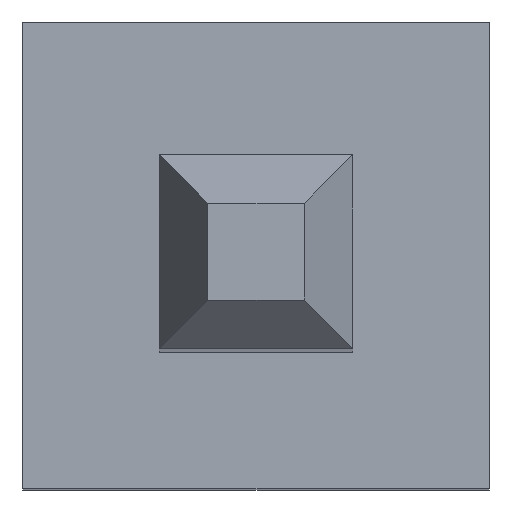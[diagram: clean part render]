
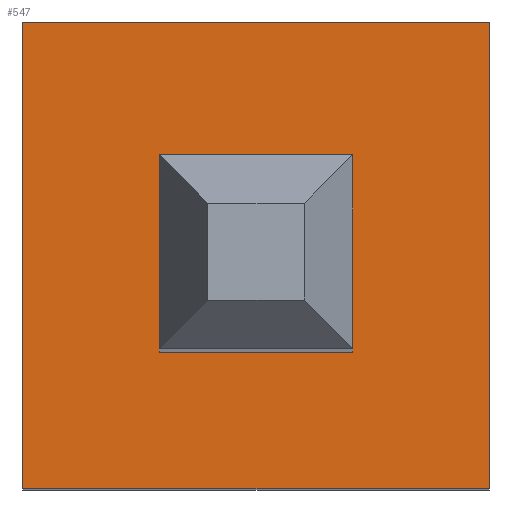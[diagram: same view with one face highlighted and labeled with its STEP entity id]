
A CAD part, top view. The second image highlights one B-rep face of the part: STEP entity #547.
In plain terms, the highlighted planar face has unit normal (0, 0, 1).
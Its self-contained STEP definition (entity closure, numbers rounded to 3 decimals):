
#14 = VERTEX_POINT ( 'NONE', #517 ) ;
#17 = VECTOR ( 'NONE', #164, 1000. ) ;
#18 = DIRECTION ( 'NONE',  ( -1., 0., 0. ) ) ;
#56 = ORIENTED_EDGE ( 'NONE', *, *, #77, .T. ) ;
#63 = VECTOR ( 'NONE', #326, 1000. ) ;
#69 = VERTEX_POINT ( 'NONE', #167 ) ;
#72 = DIRECTION ( 'NONE',  ( 0., 1., 0. ) ) ;
#77 = EDGE_CURVE ( 'NONE', #69, #183, #764, .T. ) ;
#89 = CARTESIAN_POINT ( 'NONE',  ( -0.32, -0.32, 1.2 ) ) ;
#92 = VECTOR ( 'NONE', #131, 1000. ) ;
#110 = CARTESIAN_POINT ( 'NONE',  ( 0., 0., 1.2 ) ) ;
#111 = VECTOR ( 'NONE', #711, 1000. ) ;
#124 = DIRECTION ( 'NONE',  ( 1., 0., 0. ) ) ;
#129 = CARTESIAN_POINT ( 'NONE',  ( 0.32, -0.32, 1.2 ) ) ;
#131 = DIRECTION ( 'NONE',  ( 0., 1., 0. ) ) ;
#135 = EDGE_CURVE ( 'NONE', #183, #14, #316, .T. ) ;
#159 = CARTESIAN_POINT ( 'NONE',  ( -0.32, 0.32, 1.2 ) ) ;
#164 = DIRECTION ( 'NONE',  ( 0., -1., 0. ) ) ;
#167 = CARTESIAN_POINT ( 'NONE',  ( 0.77, 0.77, 1.2 ) ) ;
#181 = VERTEX_POINT ( 'NONE', #129 ) ;
#183 = VERTEX_POINT ( 'NONE', #375 ) ;
#186 = LINE ( 'NONE', #425, #385 ) ;
#188 = ORIENTED_EDGE ( 'NONE', *, *, #508, .F. ) ;
#194 = VECTOR ( 'NONE', #315, 1000. ) ;
#204 = EDGE_LOOP ( 'NONE', ( #439, #532, #223, #56 ) ) ;
#223 = ORIENTED_EDGE ( 'NONE', *, *, #698, .T. ) ;
#272 = CARTESIAN_POINT ( 'NONE',  ( -0.32, 0.32, 1.2 ) ) ;
#285 = CARTESIAN_POINT ( 'NONE',  ( -0.77, -0.77, 1.2 ) ) ;
#300 = CARTESIAN_POINT ( 'NONE',  ( 0.77, -0.77, 1.2 ) ) ;
#315 = DIRECTION ( 'NONE',  ( 1., 0., 0. ) ) ;
#316 = LINE ( 'NONE', #666, #111 ) ;
#326 = DIRECTION ( 'NONE',  ( -1., 0., 0. ) ) ;
#330 = EDGE_CURVE ( 'NONE', #14, #692, #702, .T. ) ;
#331 = VECTOR ( 'NONE', #721, 1000. ) ;
#339 = LINE ( 'NONE', #272, #63 ) ;
#344 = CARTESIAN_POINT ( 'NONE',  ( 0.32, 0.32, 1.2 ) ) ;
#362 = FACE_BOUND ( 'NONE', #596, .T. ) ;
#368 = VERTEX_POINT ( 'NONE', #376 ) ;
#375 = CARTESIAN_POINT ( 'NONE',  ( -0.77, 0.77, 1.2 ) ) ;
#376 = CARTESIAN_POINT ( 'NONE',  ( 0.32, 0.32, 1.2 ) ) ;
#385 = VECTOR ( 'NONE', #72, 1000. ) ;
#400 = EDGE_CURVE ( 'NONE', #592, #181, #550, .T. ) ;
#408 = VECTOR ( 'NONE', #18, 1000. ) ;
#409 = CARTESIAN_POINT ( 'NONE',  ( -0.77, 0.77, 1.2 ) ) ;
#425 = CARTESIAN_POINT ( 'NONE',  ( 0.77, 0.77, 1.2 ) ) ;
#439 = ORIENTED_EDGE ( 'NONE', *, *, #135, .T. ) ;
#485 = EDGE_CURVE ( 'NONE', #646, #592, #680, .T. ) ;
#508 = EDGE_CURVE ( 'NONE', #368, #646, #339, .T. ) ;
#517 = CARTESIAN_POINT ( 'NONE',  ( -0.77, -0.77, 1.2 ) ) ;
#520 = PLANE ( 'NONE',  #554 ) ;
#532 = ORIENTED_EDGE ( 'NONE', *, *, #330, .T. ) ;
#545 = ORIENTED_EDGE ( 'NONE', *, *, #485, .F. ) ;
#547 = ADVANCED_FACE ( 'NONE', ( #362, #765 ), #520, .T. ) ;
#550 = LINE ( 'NONE', #89, #331 ) ;
#554 = AXIS2_PLACEMENT_3D ( 'NONE', #110, #760, #124 ) ;
#591 = LINE ( 'NONE', #344, #92 ) ;
#592 = VERTEX_POINT ( 'NONE', #712 ) ;
#596 = EDGE_LOOP ( 'NONE', ( #188, #713, #761, #545 ) ) ;
#603 = CARTESIAN_POINT ( 'NONE',  ( -0.32, 0.32, 1.2 ) ) ;
#618 = EDGE_CURVE ( 'NONE', #181, #368, #591, .T. ) ;
#646 = VERTEX_POINT ( 'NONE', #603 ) ;
#666 = CARTESIAN_POINT ( 'NONE',  ( -0.77, 0.77, 1.2 ) ) ;
#680 = LINE ( 'NONE', #159, #17 ) ;
#692 = VERTEX_POINT ( 'NONE', #300 ) ;
#698 = EDGE_CURVE ( 'NONE', #692, #69, #186, .T. ) ;
#702 = LINE ( 'NONE', #285, #194 ) ;
#711 = DIRECTION ( 'NONE',  ( 0., -1., 0. ) ) ;
#712 = CARTESIAN_POINT ( 'NONE',  ( -0.32, -0.32, 1.2 ) ) ;
#713 = ORIENTED_EDGE ( 'NONE', *, *, #618, .F. ) ;
#721 = DIRECTION ( 'NONE',  ( 1., 0., 0. ) ) ;
#760 = DIRECTION ( 'NONE',  ( 0., 0., 1. ) ) ;
#761 = ORIENTED_EDGE ( 'NONE', *, *, #400, .F. ) ;
#764 = LINE ( 'NONE', #409, #408 ) ;
#765 = FACE_OUTER_BOUND ( 'NONE', #204, .T. ) ;
